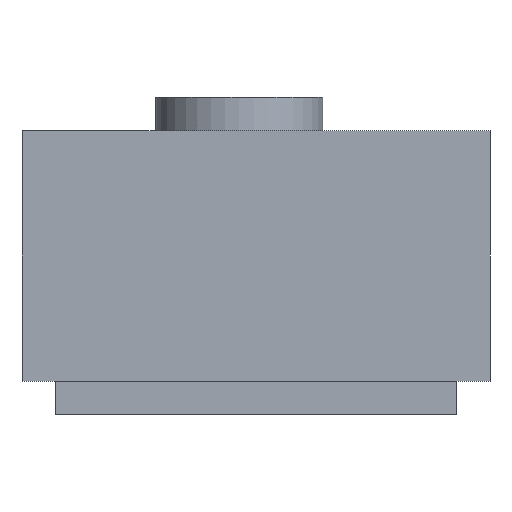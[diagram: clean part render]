
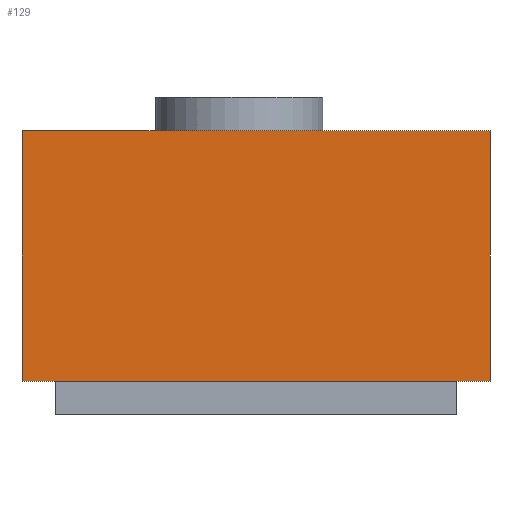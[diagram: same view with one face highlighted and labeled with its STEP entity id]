
A CAD part, left-side view. The second image highlights one B-rep face of the part: STEP entity #129.
In plain terms, the highlighted planar face has unit normal (-1, 0, 0).
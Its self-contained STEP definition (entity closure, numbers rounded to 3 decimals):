
#93 = EDGE_CURVE('',#94,#96,#98,.T.);
#94 = VERTEX_POINT('',#95);
#95 = CARTESIAN_POINT('',(-0.29,0.14,0.02));
#96 = VERTEX_POINT('',#97);
#97 = CARTESIAN_POINT('',(-0.29,0.14,0.17));
#98 = LINE('',#99,#100);
#99 = CARTESIAN_POINT('',(-0.29,0.14,0.02));
#100 = VECTOR('',#101,1.);
#101 = DIRECTION('',(0.,0.,1.));
#129 = ADVANCED_FACE('',(#130),#155,.F.);
#130 = FACE_BOUND('',#131,.F.);
#131 = EDGE_LOOP('',(#132,#140,#141,#149));
#132 = ORIENTED_EDGE('',*,*,#133,.F.);
#133 = EDGE_CURVE('',#94,#134,#136,.T.);
#134 = VERTEX_POINT('',#135);
#135 = CARTESIAN_POINT('',(-0.29,-0.14,0.02));
#136 = LINE('',#137,#138);
#137 = CARTESIAN_POINT('',(-0.29,0.14,0.02));
#138 = VECTOR('',#139,1.);
#139 = DIRECTION('',(0.,-1.,0.));
#140 = ORIENTED_EDGE('',*,*,#93,.T.);
#141 = ORIENTED_EDGE('',*,*,#142,.T.);
#142 = EDGE_CURVE('',#96,#143,#145,.T.);
#143 = VERTEX_POINT('',#144);
#144 = CARTESIAN_POINT('',(-0.29,-0.14,0.17));
#145 = LINE('',#146,#147);
#146 = CARTESIAN_POINT('',(-0.29,0.14,0.17));
#147 = VECTOR('',#148,1.);
#148 = DIRECTION('',(0.,-1.,0.));
#149 = ORIENTED_EDGE('',*,*,#150,.F.);
#150 = EDGE_CURVE('',#134,#143,#151,.T.);
#151 = LINE('',#152,#153);
#152 = CARTESIAN_POINT('',(-0.29,-0.14,0.02));
#153 = VECTOR('',#154,1.);
#154 = DIRECTION('',(0.,0.,1.));
#155 = PLANE('',#156);
#156 = AXIS2_PLACEMENT_3D('',#157,#158,#159);
#157 = CARTESIAN_POINT('',(-0.29,0.14,0.02));
#158 = DIRECTION('',(1.,0.,0.));
#159 = DIRECTION('',(0.,0.,1.));
